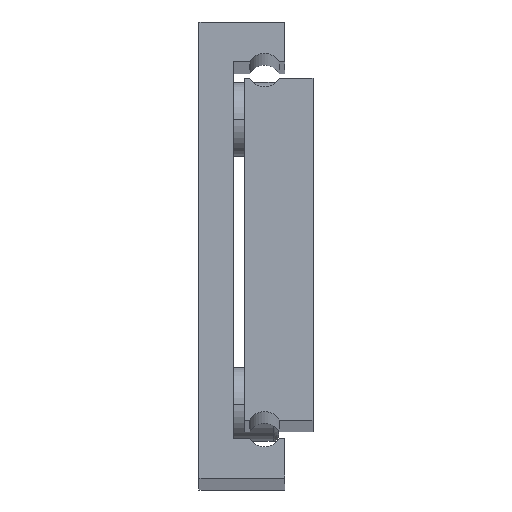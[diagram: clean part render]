
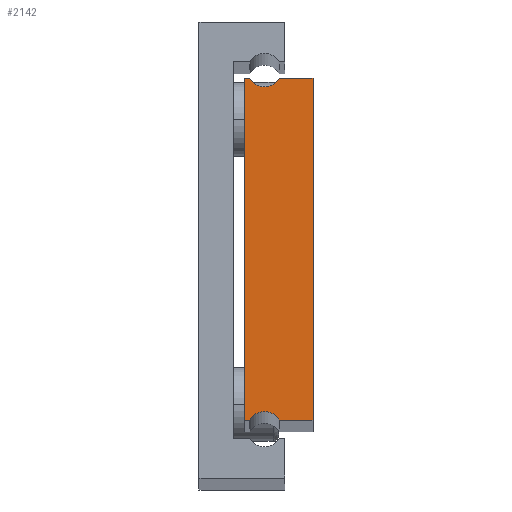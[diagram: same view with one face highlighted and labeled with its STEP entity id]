
A CAD part, top view. The second image highlights one B-rep face of the part: STEP entity #2142.
In plain terms, the highlighted planar face has unit normal (0, 0, 1).
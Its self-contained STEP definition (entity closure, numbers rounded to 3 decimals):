
#9 = CARTESIAN_POINT ( 'NONE',  ( -0.571, 17.424, 576. ) ) ;
#51 = VECTOR ( 'NONE', #826, 1000. ) ;
#63 = EDGE_CURVE ( 'NONE', #2527, #2602, #2596, .T. ) ;
#71 = ORIENTED_EDGE ( 'NONE', *, *, #509, .T. ) ;
#89 = ORIENTED_EDGE ( 'NONE', *, *, #1873, .T. ) ;
#117 = DIRECTION ( 'NONE',  ( 1., 0., 0. ) ) ;
#146 = CARTESIAN_POINT ( 'NONE',  ( 2.027, 78.924, 576. ) ) ;
#197 = EDGE_CURVE ( 'NONE', #2602, #1439, #642, .T. ) ;
#223 = CARTESIAN_POINT ( 'NONE',  ( -4.071, 78.924, 576. ) ) ;
#263 = CARTESIAN_POINT ( 'NONE',  ( 7.929, 18.924, 576. ) ) ;
#355 = ORIENTED_EDGE ( 'NONE', *, *, #63, .T. ) ;
#411 = VERTEX_POINT ( 'NONE', #146 ) ;
#509 = EDGE_CURVE ( 'NONE', #2399, #1143, #959, .T. ) ;
#523 = DIRECTION ( 'NONE',  ( 0., -1., 0. ) ) ;
#562 = VECTOR ( 'NONE', #2878, 1000. ) ;
#601 = EDGE_LOOP ( 'NONE', ( #3215, #990, #355, #3246, #2189, #89, #3250, #71 ) ) ;
#630 = EDGE_CURVE ( 'NONE', #1439, #1265, #2655, .T. ) ;
#642 = LINE ( 'NONE', #1718, #1852 ) ;
#679 = AXIS2_PLACEMENT_3D ( 'NONE', #9, #2653, #1089 ) ;
#689 = CARTESIAN_POINT ( 'NONE',  ( -3.169, 78.924, 576. ) ) ;
#712 = DIRECTION ( 'NONE',  ( 0., 0., -1. ) ) ;
#797 = CARTESIAN_POINT ( 'NONE',  ( -3.169, 78.924, 576. ) ) ;
#826 = DIRECTION ( 'NONE',  ( 0., 1., 0. ) ) ;
#959 = LINE ( 'NONE', #689, #562 ) ;
#990 = ORIENTED_EDGE ( 'NONE', *, *, #1239, .T. ) ;
#1004 = PLANE ( 'NONE',  #1217 ) ;
#1089 = DIRECTION ( 'NONE',  ( -1., 0., 0. ) ) ;
#1136 = CARTESIAN_POINT ( 'NONE',  ( -4.071, 18.924, 576. ) ) ;
#1143 = VERTEX_POINT ( 'NONE', #2426 ) ;
#1203 = DIRECTION ( 'NONE',  ( 1., 0., 0. ) ) ;
#1217 = AXIS2_PLACEMENT_3D ( 'NONE', #2098, #712, #1790 ) ;
#1239 = EDGE_CURVE ( 'NONE', #1805, #2527, #2035, .T. ) ;
#1265 = VERTEX_POINT ( 'NONE', #2871 ) ;
#1327 = DIRECTION ( 'NONE',  ( -1., 0., 0. ) ) ;
#1366 = VECTOR ( 'NONE', #523, 1000. ) ;
#1439 = VERTEX_POINT ( 'NONE', #2424 ) ;
#1559 = LINE ( 'NONE', #223, #1366 ) ;
#1567 = EDGE_CURVE ( 'NONE', #411, #2399, #3318, .T. ) ;
#1718 = CARTESIAN_POINT ( 'NONE',  ( 2.027, 18.924, 576. ) ) ;
#1719 = CARTESIAN_POINT ( 'NONE',  ( 2.027, 18.924, 576. ) ) ;
#1790 = DIRECTION ( 'NONE',  ( -1., 0., 0. ) ) ;
#1805 = VERTEX_POINT ( 'NONE', #3412 ) ;
#1812 = CARTESIAN_POINT ( 'NONE',  ( -0.571, 80.424, 576. ) ) ;
#1840 = VECTOR ( 'NONE', #1327, 1000. ) ;
#1852 = VECTOR ( 'NONE', #117, 1000. ) ;
#1873 = EDGE_CURVE ( 'NONE', #1265, #411, #2421, .T. ) ;
#1919 = CARTESIAN_POINT ( 'NONE',  ( 7.929, 78.924, 576. ) ) ;
#2028 = CARTESIAN_POINT ( 'NONE',  ( -3.169, 18.924, 576. ) ) ;
#2035 = LINE ( 'NONE', #1136, #2379 ) ;
#2098 = CARTESIAN_POINT ( 'NONE',  ( -0.571, 17.424, 576. ) ) ;
#2142 = ADVANCED_FACE ( 'NONE', ( #3387 ), #1004, .F. ) ;
#2189 = ORIENTED_EDGE ( 'NONE', *, *, #630, .T. ) ;
#2296 = DIRECTION ( 'NONE',  ( 1., 0., 0. ) ) ;
#2379 = VECTOR ( 'NONE', #2296, 1000. ) ;
#2399 = VERTEX_POINT ( 'NONE', #797 ) ;
#2421 = LINE ( 'NONE', #1919, #1840 ) ;
#2424 = CARTESIAN_POINT ( 'NONE',  ( 7.929, 18.924, 576. ) ) ;
#2426 = CARTESIAN_POINT ( 'NONE',  ( -4.071, 78.924, 576. ) ) ;
#2527 = VERTEX_POINT ( 'NONE', #2028 ) ;
#2596 = CIRCLE ( 'NONE', #679, 3. ) ;
#2602 = VERTEX_POINT ( 'NONE', #1719 ) ;
#2611 = AXIS2_PLACEMENT_3D ( 'NONE', #1812, #3201, #1203 ) ;
#2653 = DIRECTION ( 'NONE',  ( 0., 0., -1. ) ) ;
#2655 = LINE ( 'NONE', #263, #51 ) ;
#2800 = EDGE_CURVE ( 'NONE', #1143, #1805, #1559, .T. ) ;
#2871 = CARTESIAN_POINT ( 'NONE',  ( 7.929, 78.924, 576. ) ) ;
#2878 = DIRECTION ( 'NONE',  ( -1., 0., 0. ) ) ;
#3201 = DIRECTION ( 'NONE',  ( 0., 0., -1. ) ) ;
#3215 = ORIENTED_EDGE ( 'NONE', *, *, #2800, .T. ) ;
#3246 = ORIENTED_EDGE ( 'NONE', *, *, #197, .T. ) ;
#3250 = ORIENTED_EDGE ( 'NONE', *, *, #1567, .T. ) ;
#3318 = CIRCLE ( 'NONE', #2611, 3. ) ;
#3387 = FACE_OUTER_BOUND ( 'NONE', #601, .T. ) ;
#3412 = CARTESIAN_POINT ( 'NONE',  ( -4.071, 18.924, 576. ) ) ;
